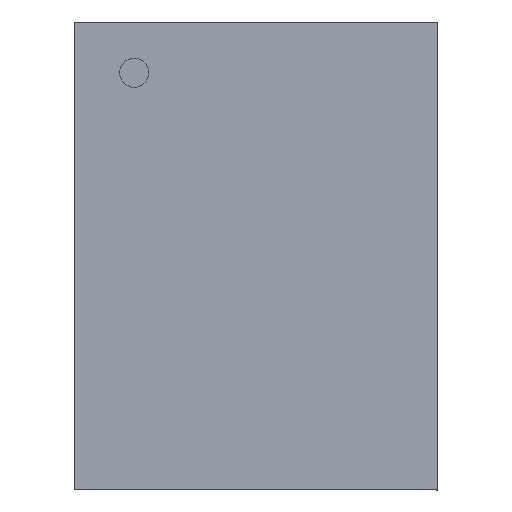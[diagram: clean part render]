
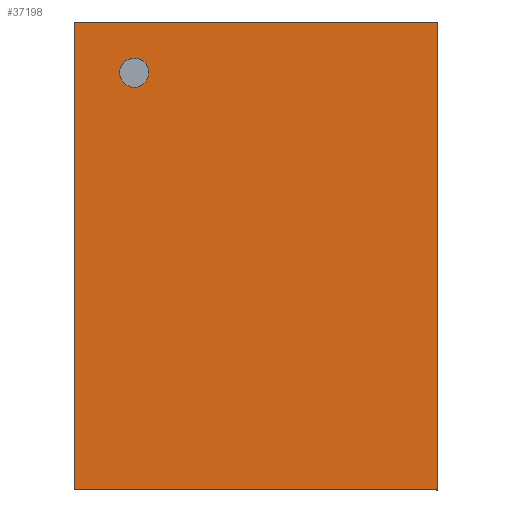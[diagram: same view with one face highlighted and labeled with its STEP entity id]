
A CAD part, top view. The second image highlights one B-rep face of the part: STEP entity #37198.
In plain terms, the highlighted planar face has unit normal (0, 0, 1).
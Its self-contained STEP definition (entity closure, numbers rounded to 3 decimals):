
#397 = VECTOR ( 'NONE', #39228, 1000. ) ;
#1595 = VERTEX_POINT ( 'NONE', #5460 ) ;
#3603 = VERTEX_POINT ( 'NONE', #25883 ) ;
#3688 = VERTEX_POINT ( 'NONE', #42898 ) ;
#4246 = DIRECTION ( 'NONE',  ( 0., 0., 1. ) ) ;
#5460 = CARTESIAN_POINT ( 'NONE',  ( 21.447, 5.762, 0.75 ) ) ;
#5990 = ORIENTED_EDGE ( 'NONE', *, *, #35879, .F. ) ;
#6444 = CARTESIAN_POINT ( 'NONE',  ( 20.728, 6.249, 0.75 ) ) ;
#8110 = CARTESIAN_POINT ( 'NONE',  ( 21.307, 5.762, 0.75 ) ) ;
#8923 = ORIENTED_EDGE ( 'NONE', *, *, #11562, .F. ) ;
#9492 = CARTESIAN_POINT ( 'NONE',  ( 24.228, 1.749, 0.75 ) ) ;
#10054 = VECTOR ( 'NONE', #13433, 1000. ) ;
#10950 = DIRECTION ( 'NONE',  ( 1., 0., 0. ) ) ;
#11119 = DIRECTION ( 'NONE',  ( 1., 0., 0. ) ) ;
#11200 = LINE ( 'NONE', #18062, #17534 ) ;
#11562 = EDGE_CURVE ( 'NONE', #15085, #1595, #19886, .T. ) ;
#11576 = ORIENTED_EDGE ( 'NONE', *, *, #30503, .F. ) ;
#11779 = AXIS2_PLACEMENT_3D ( 'NONE', #33132, #39622, #16252 ) ;
#11861 = CIRCLE ( 'NONE', #20424, 0.14 ) ;
#13433 = DIRECTION ( 'NONE',  ( 0., 1., 0. ) ) ;
#14663 = EDGE_CURVE ( 'NONE', #3688, #16879, #19069, .T. ) ;
#15085 = VERTEX_POINT ( 'NONE', #16174 ) ;
#15674 = DIRECTION ( 'NONE',  ( 0., 0., 1. ) ) ;
#15686 = VERTEX_POINT ( 'NONE', #9492 ) ;
#16174 = CARTESIAN_POINT ( 'NONE',  ( 21.167, 5.762, 0.75 ) ) ;
#16252 = DIRECTION ( 'NONE',  ( 1., 0., 0. ) ) ;
#16879 = VERTEX_POINT ( 'NONE', #41182 ) ;
#17534 = VECTOR ( 'NONE', #11119, 1000. ) ;
#17868 = CARTESIAN_POINT ( 'NONE',  ( 20.728, 1.749, 0.75 ) ) ;
#18062 = CARTESIAN_POINT ( 'NONE',  ( 24.228, 6.249, 0.75 ) ) ;
#18453 = DIRECTION ( 'NONE',  ( -1., 0., 0. ) ) ;
#18592 = VECTOR ( 'NONE', #18453, 1000. ) ;
#18656 = AXIS2_PLACEMENT_3D ( 'NONE', #8110, #4246, #10950 ) ;
#19069 = LINE ( 'NONE', #6444, #10054 ) ;
#19886 = CIRCLE ( 'NONE', #18656, 0.14 ) ;
#20424 = AXIS2_PLACEMENT_3D ( 'NONE', #42475, #15674, #32549 ) ;
#22927 = PLANE ( 'NONE',  #11779 ) ;
#24792 = EDGE_LOOP ( 'NONE', ( #11576, #8923 ) ) ;
#25342 = LINE ( 'NONE', #35865, #397 ) ;
#25883 = CARTESIAN_POINT ( 'NONE',  ( 24.228, 6.249, 0.75 ) ) ;
#26022 = EDGE_CURVE ( 'NONE', #16879, #3603, #11200, .T. ) ;
#26068 = ORIENTED_EDGE ( 'NONE', *, *, #42487, .F. ) ;
#28453 = ORIENTED_EDGE ( 'NONE', *, *, #26022, .F. ) ;
#30503 = EDGE_CURVE ( 'NONE', #1595, #15085, #11861, .T. ) ;
#31658 = EDGE_LOOP ( 'NONE', ( #28453, #36234, #5990, #26068 ) ) ;
#32549 = DIRECTION ( 'NONE',  ( 1., 0., 0. ) ) ;
#33132 = CARTESIAN_POINT ( 'NONE',  ( 0., 0., 0.75 ) ) ;
#35865 = CARTESIAN_POINT ( 'NONE',  ( 24.228, 1.749, 0.75 ) ) ;
#35879 = EDGE_CURVE ( 'NONE', #15686, #3688, #39778, .T. ) ;
#36234 = ORIENTED_EDGE ( 'NONE', *, *, #14663, .F. ) ;
#36484 = FACE_BOUND ( 'NONE', #24792, .T. ) ;
#37198 = ADVANCED_FACE ( 'NONE', ( #36484, #42297 ), #22927, .T. ) ;
#39228 = DIRECTION ( 'NONE',  ( 0., -1., 0. ) ) ;
#39622 = DIRECTION ( 'NONE',  ( 0., 0., 1. ) ) ;
#39778 = LINE ( 'NONE', #17868, #18592 ) ;
#41182 = CARTESIAN_POINT ( 'NONE',  ( 20.728, 6.249, 0.75 ) ) ;
#42297 = FACE_OUTER_BOUND ( 'NONE', #31658, .T. ) ;
#42475 = CARTESIAN_POINT ( 'NONE',  ( 21.307, 5.762, 0.75 ) ) ;
#42487 = EDGE_CURVE ( 'NONE', #3603, #15686, #25342, .T. ) ;
#42898 = CARTESIAN_POINT ( 'NONE',  ( 20.728, 1.749, 0.75 ) ) ;
